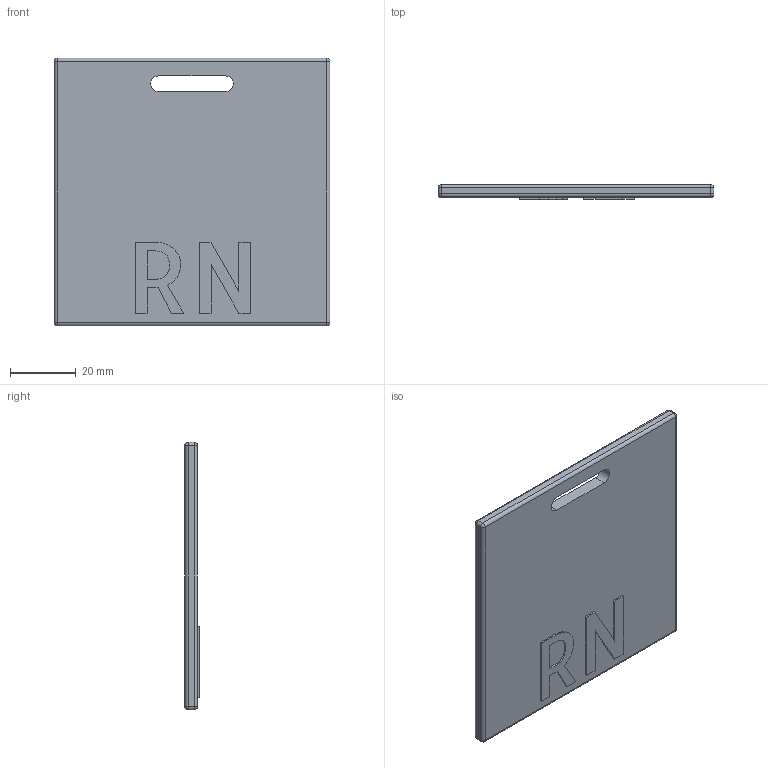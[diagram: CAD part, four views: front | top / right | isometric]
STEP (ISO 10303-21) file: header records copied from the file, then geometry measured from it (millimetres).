
FILE_DESCRIPTION(/* description */ ('STEP AP242','CAx-IF Rec.Pracs.---Representation and Presentation of Product Manufacturing Information (PMI)---4.0---2014-10-13','CAx-IF Rec.Pracs.---3D Tessellated Geometry---0.4---2014-09-14','2;1'),/* implementation_level */ '2;1');
FILE_NAME(/* name */ '6685cc7334d32b38c0953e07',/* time_stamp */ '2024-07-03T22:10:59Z',/* author */ (''),/* organization */ (''),/* preprocessor_version */ 'ST-DEVELOPER v20',/* originating_system */ ' ',/* authorisation */ ' ');
FILE_SCHEMA (('AP242_MANAGED_MODEL_BASED_3D_ENGINEERING_MIM_LF { 1 0 10303 442 1 1 4 }'));
Length unit declared in the file: metre
Products named in the file (4): Part 4; Part 3; Part 2; Part 1
Bounding box: 83.82 x 4.32 x 81.28 mm (x, y, z)
Volume: 25580 mm3; surface area: 16476.3 mm2
Topology: 4 solids, 4 shells, 110 faces, 290 edges, 180 vertices
Faces by surface type: plane 56, bspline 32, cylinder 14, sphere 8
Entity records: 3504 total; most frequent: CARTESIAN_POINT 928, ORIENTED_EDGE 564, DIRECTION 410, EDGE_CURVE 282, LINE 190, VECTOR 190, VERTEX_POINT 180, EDGE_LOOP 118
